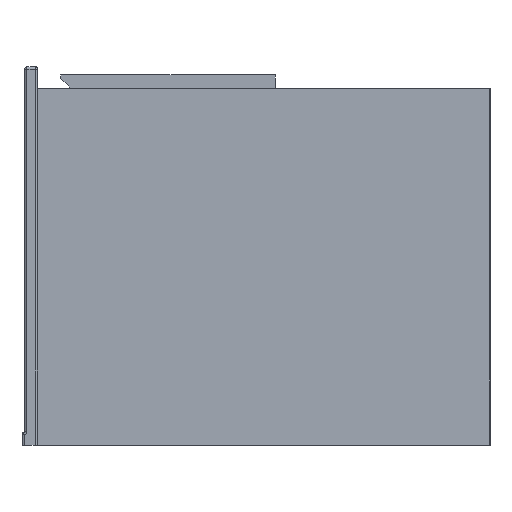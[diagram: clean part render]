
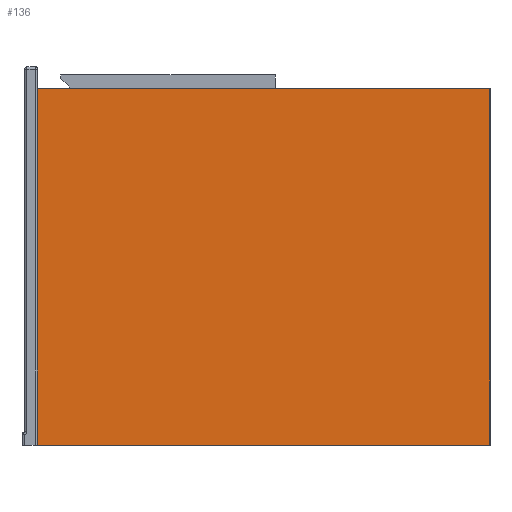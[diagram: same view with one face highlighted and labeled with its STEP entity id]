
A CAD part, left-side view. The second image highlights one B-rep face of the part: STEP entity #136.
In plain terms, the highlighted planar face has unit normal (-1, 0, 0).
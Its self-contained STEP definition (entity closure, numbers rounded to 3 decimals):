
#136 = ADVANCED_FACE ( 'NONE', ( #1222 ), #1790, .T. ) ;
#355 = VERTEX_POINT ( 'NONE', #3850 ) ;
#440 = CARTESIAN_POINT ( 'NONE',  ( -369., 275., 434. ) ) ;
#1025 = DIRECTION ( 'NONE',  ( 0., 1., 0. ) ) ;
#1081 = DIRECTION ( 'NONE',  ( -1., 0., 0. ) ) ;
#1157 = AXIS2_PLACEMENT_3D ( 'NONE', #4114, #1081, #2789 ) ;
#1222 = FACE_OUTER_BOUND ( 'NONE', #2415, .T. ) ;
#1307 = VECTOR ( 'NONE', #2901, 1000. ) ;
#1353 = VECTOR ( 'NONE', #1025, 1000. ) ;
#1359 = LINE ( 'NONE', #440, #3494 ) ;
#1473 = CARTESIAN_POINT ( 'NONE',  ( -369., 275., 0. ) ) ;
#1600 = VECTOR ( 'NONE', #1612, 1000. ) ;
#1612 = DIRECTION ( 'NONE',  ( 0., 1., 0. ) ) ;
#1790 = PLANE ( 'NONE',  #1157 ) ;
#2290 = LINE ( 'NONE', #3621, #1307 ) ;
#2329 = CARTESIAN_POINT ( 'NONE',  ( -369., 275., 0. ) ) ;
#2376 = LINE ( 'NONE', #2561, #1600 ) ;
#2415 = EDGE_LOOP ( 'NONE', ( #2854, #3262, #3435, #4314 ) ) ;
#2535 = EDGE_CURVE ( 'NONE', #3947, #355, #2376, .T. ) ;
#2561 = CARTESIAN_POINT ( 'NONE',  ( -369., 275., 434. ) ) ;
#2789 = DIRECTION ( 'NONE',  ( 0., -1., 0. ) ) ;
#2854 = ORIENTED_EDGE ( 'NONE', *, *, #3965, .F. ) ;
#2901 = DIRECTION ( 'NONE',  ( 0., 0., -1. ) ) ;
#3038 = EDGE_CURVE ( 'NONE', #3947, #3684, #2290, .T. ) ;
#3262 = ORIENTED_EDGE ( 'NONE', *, *, #3038, .F. ) ;
#3435 = ORIENTED_EDGE ( 'NONE', *, *, #2535, .T. ) ;
#3471 = VERTEX_POINT ( 'NONE', #1473 ) ;
#3494 = VECTOR ( 'NONE', #3802, 1000. ) ;
#3539 = EDGE_CURVE ( 'NONE', #355, #3471, #1359, .T. ) ;
#3621 = CARTESIAN_POINT ( 'NONE',  ( -369., -275., 434. ) ) ;
#3646 = CARTESIAN_POINT ( 'NONE',  ( -369., -275., 434. ) ) ;
#3684 = VERTEX_POINT ( 'NONE', #3852 ) ;
#3802 = DIRECTION ( 'NONE',  ( 0., 0., -1. ) ) ;
#3815 = LINE ( 'NONE', #2329, #1353 ) ;
#3850 = CARTESIAN_POINT ( 'NONE',  ( -369., 275., 434. ) ) ;
#3852 = CARTESIAN_POINT ( 'NONE',  ( -369., -275., 0. ) ) ;
#3947 = VERTEX_POINT ( 'NONE', #3646 ) ;
#3965 = EDGE_CURVE ( 'NONE', #3684, #3471, #3815, .T. ) ;
#4114 = CARTESIAN_POINT ( 'NONE',  ( -369., 275., 434. ) ) ;
#4314 = ORIENTED_EDGE ( 'NONE', *, *, #3539, .T. ) ;
